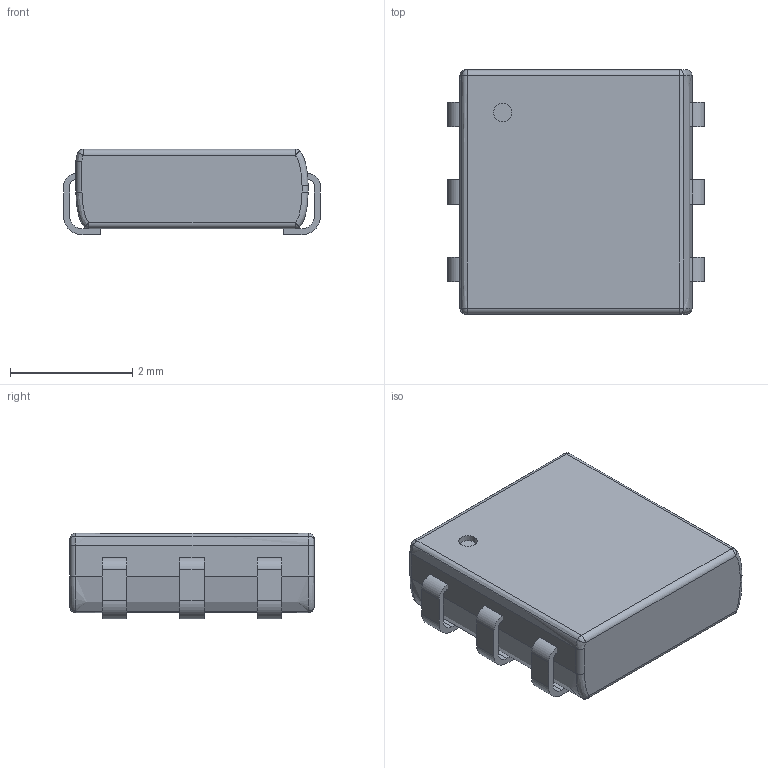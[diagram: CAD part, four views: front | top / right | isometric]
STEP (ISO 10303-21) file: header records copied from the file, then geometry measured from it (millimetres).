
FILE_DESCRIPTION (( 'STEP AP214' ), '1' );
FILE_NAME ('SW3dPS-TSOC6.STEP', '2009-08-25T05:41:24', ( 'SysAdmin' ), ( 'SolidWorks' ), 'SwSTEP 2.0', 'SolidWorks 2009', '' );
FILE_SCHEMA (( 'AUTOMOTIVE_DESIGN' ));
Length unit declared in the file: millimetre
Products named in the file (8): SW3dPS-TSOC6_Part_2647; SW3dPS-TSOC6_Part_3751; SW3dPS-TSOC6_Part_3675; SW3dPS-TSOC6_Part_3827; SW3dPS-TSOC6_Part_3903; SW3dPS-TSOC6_Part_2448; SW3dPS-TSOC6_Part_3563; SW3dPS-TSOC6
Assembly tree (7 placements, depth 2):
  SW3dPS-TSOC6
    SW3dPS-TSOC6_Part_2448
    SW3dPS-TSOC6_Part_2647
    SW3dPS-TSOC6_Part_3903
    SW3dPS-TSOC6_Part_3827
    SW3dPS-TSOC6_Part_3751
    SW3dPS-TSOC6_Part_3675
    SW3dPS-TSOC6_Part_3563
Bounding box: 4.2 x 4 x 1.4 mm (x, y, z)
Volume: 19.8 mm3; surface area: 58.8 mm2
Topology: 7 solids, 7 shells, 125 faces, 309 edges, 193 vertices
Faces by surface type: plane 67, cylinder 34, bspline 16, sphere 8
Entity records: 7421 total; most frequent: CARTESIAN_POINT 2891, ORIENTED_EDGE 606, DIRECTION 556, EDGE_CURVE 303, VECTOR 194, LINE 194, VERTEX_POINT 193, AXIS2_PLACEMENT_3D 181
